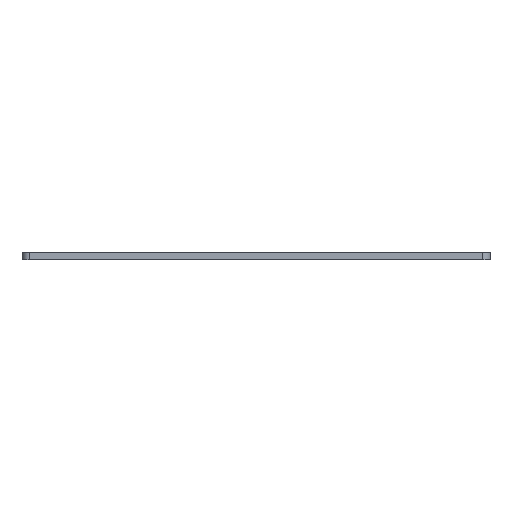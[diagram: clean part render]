
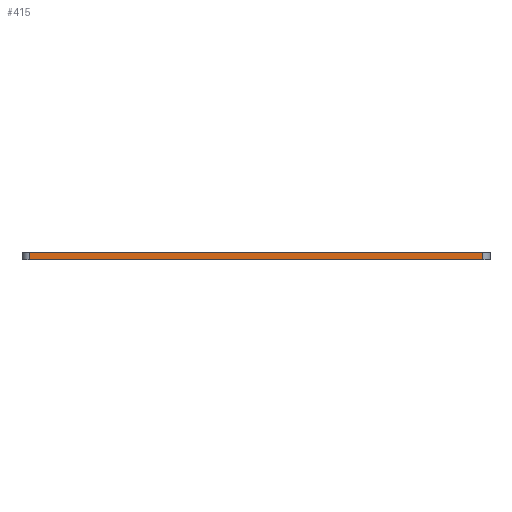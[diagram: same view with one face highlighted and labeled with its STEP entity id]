
A CAD part, left-side view. The second image highlights one B-rep face of the part: STEP entity #415.
In plain terms, the highlighted planar face has unit normal (-1, 0, 0).
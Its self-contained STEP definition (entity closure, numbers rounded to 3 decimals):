
#415=ADVANCED_FACE('',(#965),#8049,.T.);
#965=FACE_OUTER_BOUND('',#1485,.T.);
#1485=EDGE_LOOP('',(#3452,#3453,#3454,#3455));
#3452=ORIENTED_EDGE('',*,*,#5077,.F.);
#3453=ORIENTED_EDGE('',*,*,#4055,.F.);
#3454=ORIENTED_EDGE('',*,*,#5078,.F.);
#3455=ORIENTED_EDGE('',*,*,#5076,.F.);
#4055=EDGE_CURVE('',#6874,#6875,#6015,.T.);
#5076=EDGE_CURVE('',#7516,#7517,#6736,.T.);
#5077=EDGE_CURVE('',#6875,#7516,#6737,.T.);
#5078=EDGE_CURVE('',#7517,#6874,#6738,.T.);
#6015=B_SPLINE_CURVE_WITH_KNOTS('',1,(#13304,#13305),.UNSPECIFIED.,.F.,
 .F.,(2,2),(0.,244.),.UNSPECIFIED.);
#6736=B_SPLINE_CURVE_WITH_KNOTS('',1,(#15646,#15647),.UNSPECIFIED.,.F.,
 .F.,(2,2),(-244.,0.),.UNSPECIFIED.);
#6737=B_SPLINE_CURVE_WITH_KNOTS('',1,(#15648,#15649),.UNSPECIFIED.,.F.,
 .F.,(2,2),(-4.15,0.),.UNSPECIFIED.);
#6738=B_SPLINE_CURVE_WITH_KNOTS('',1,(#15650,#15651),.UNSPECIFIED.,.F.,
 .F.,(2,2),(-4.15,0.),.UNSPECIFIED.);
#6874=VERTEX_POINT('',#12568);
#6875=VERTEX_POINT('',#12569);
#7516=VERTEX_POINT('',#13210);
#7517=VERTEX_POINT('',#13211);
#8049=PLANE('',#8483);
#8483=AXIS2_PLACEMENT_3D('',#12133,#9224,$);
#9224=DIRECTION('',(-1.,0.,0.));
#12133=CARTESIAN_POINT('',(-21.,-41.4,-0.415));
#12568=CARTESIAN_POINT('',(-21.,-17.,0.));
#12569=CARTESIAN_POINT('',(-21.,227.,0.));
#13210=CARTESIAN_POINT('',(-21.,227.,4.15));
#13211=CARTESIAN_POINT('',(-21.,-17.,4.15));
#13304=CARTESIAN_POINT('',(-21.,-17.,0.));
#13305=CARTESIAN_POINT('',(-21.,227.,0.));
#15646=CARTESIAN_POINT('',(-21.,227.,4.15));
#15647=CARTESIAN_POINT('',(-21.,-17.,4.15));
#15648=CARTESIAN_POINT('',(-21.,227.,0.));
#15649=CARTESIAN_POINT('',(-21.,227.,4.15));
#15650=CARTESIAN_POINT('',(-21.,-17.,4.15));
#15651=CARTESIAN_POINT('',(-21.,-17.,0.));
